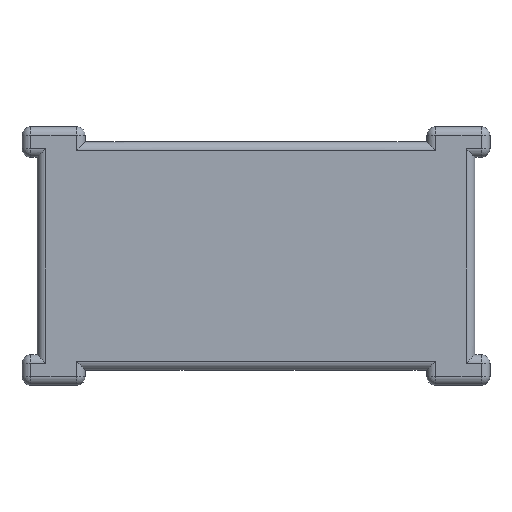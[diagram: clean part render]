
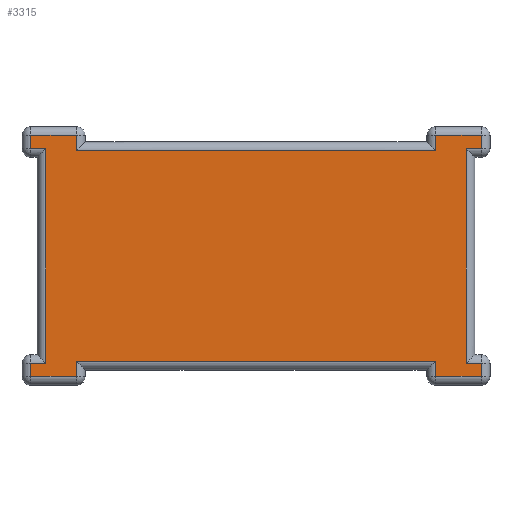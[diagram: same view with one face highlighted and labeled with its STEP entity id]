
A CAD part, top view. The second image highlights one B-rep face of the part: STEP entity #3315.
In plain terms, the highlighted planar face has unit normal (0, 0, 1).
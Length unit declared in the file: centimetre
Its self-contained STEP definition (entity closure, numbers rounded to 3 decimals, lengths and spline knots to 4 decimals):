
#42=PLANE('',#3583);
#283=VECTOR('',#3734,1.);
#300=VECTOR('',#3757,1.);
#301=VECTOR('',#3762,1.);
#303=VECTOR('',#3774,1.);
#305=VECTOR('',#3786,1.);
#308=VECTOR('',#3799,1.);
#337=VECTOR('',#3832,1.);
#339=VECTOR('',#3840,1.);
#340=VECTOR('',#3845,1.);
#342=VECTOR('',#3857,1.);
#344=VECTOR('',#3869,1.);
#347=VECTOR('',#3880,1.);
#364=VECTOR('',#3903,1.);
#365=VECTOR('',#3908,1.);
#367=VECTOR('',#3916,1.);
#369=VECTOR('',#3924,1.);
#372=VECTOR('',#3943,1.);
#373=VECTOR('',#3948,1.);
#375=VECTOR('',#3956,1.);
#377=VECTOR('',#3964,1.);
#484=LINE('',#4593,#283);
#501=LINE('',#5121,#300);
#502=LINE('',#5125,#301);
#504=LINE('',#5135,#303);
#506=LINE('',#5145,#305);
#509=LINE('',#5193,#308);
#538=LINE('',#6163,#337);
#540=LINE('',#6171,#339);
#541=LINE('',#6175,#340);
#543=LINE('',#6185,#342);
#545=LINE('',#6195,#344);
#548=LINE('',#6243,#347);
#565=LINE('',#6813,#364);
#566=LINE('',#6817,#365);
#568=LINE('',#6825,#367);
#570=LINE('',#6833,#369);
#573=LINE('',#6846,#372);
#574=LINE('',#6850,#373);
#576=LINE('',#6858,#375);
#578=LINE('',#6866,#377);
#687=VERTEX_POINT('',#4592);
#688=VERTEX_POINT('',#4594);
#718=VERTEX_POINT('',#5118);
#721=VERTEX_POINT('',#5126);
#724=VERTEX_POINT('',#5136);
#727=VERTEX_POINT('',#5146);
#732=VERTEX_POINT('',#5192);
#733=VERTEX_POINT('',#5194);
#788=VERTEX_POINT('',#6164);
#789=VERTEX_POINT('',#6168);
#792=VERTEX_POINT('',#6176);
#795=VERTEX_POINT('',#6186);
#798=VERTEX_POINT('',#6196);
#802=VERTEX_POINT('',#6244);
#832=VERTEX_POINT('',#6810);
#835=VERTEX_POINT('',#6818);
#838=VERTEX_POINT('',#6826);
#841=VERTEX_POINT('',#6843);
#844=VERTEX_POINT('',#6851);
#847=VERTEX_POINT('',#6859);
#1116=EDGE_CURVE('',#687,#688,#484,.T.);
#1149=EDGE_CURVE('',#688,#718,#501,.T.);
#1151=EDGE_CURVE('',#718,#721,#502,.T.);
#1156=EDGE_CURVE('',#721,#724,#504,.T.);
#1161=EDGE_CURVE('',#724,#727,#506,.T.);
#1168=EDGE_CURVE('',#732,#733,#509,.T.);
#1224=EDGE_CURVE('',#727,#788,#538,.T.);
#1228=EDGE_CURVE('',#788,#789,#540,.T.);
#1230=EDGE_CURVE('',#789,#792,#541,.T.);
#1235=EDGE_CURVE('',#792,#795,#543,.T.);
#1240=EDGE_CURVE('',#795,#798,#545,.T.);
#1246=EDGE_CURVE('',#798,#802,#548,.T.);
#1279=EDGE_CURVE('',#802,#832,#565,.T.);
#1281=EDGE_CURVE('',#832,#835,#566,.T.);
#1285=EDGE_CURVE('',#835,#838,#568,.T.);
#1289=EDGE_CURVE('',#838,#732,#570,.T.);
#1296=EDGE_CURVE('',#733,#841,#573,.T.);
#1298=EDGE_CURVE('',#841,#844,#574,.T.);
#1302=EDGE_CURVE('',#844,#847,#576,.T.);
#1306=EDGE_CURVE('',#847,#687,#578,.T.);
#2121=ORIENTED_EDGE('',*,*,#1168,.F.);
#2122=ORIENTED_EDGE('',*,*,#1289,.F.);
#2123=ORIENTED_EDGE('',*,*,#1285,.F.);
#2124=ORIENTED_EDGE('',*,*,#1281,.F.);
#2125=ORIENTED_EDGE('',*,*,#1279,.F.);
#2126=ORIENTED_EDGE('',*,*,#1246,.F.);
#2127=ORIENTED_EDGE('',*,*,#1240,.F.);
#2128=ORIENTED_EDGE('',*,*,#1235,.F.);
#2129=ORIENTED_EDGE('',*,*,#1230,.F.);
#2130=ORIENTED_EDGE('',*,*,#1228,.F.);
#2131=ORIENTED_EDGE('',*,*,#1224,.F.);
#2132=ORIENTED_EDGE('',*,*,#1161,.F.);
#2133=ORIENTED_EDGE('',*,*,#1156,.F.);
#2134=ORIENTED_EDGE('',*,*,#1151,.F.);
#2135=ORIENTED_EDGE('',*,*,#1149,.F.);
#2136=ORIENTED_EDGE('',*,*,#1116,.F.);
#2137=ORIENTED_EDGE('',*,*,#1306,.F.);
#2138=ORIENTED_EDGE('',*,*,#1302,.F.);
#2139=ORIENTED_EDGE('',*,*,#1298,.F.);
#2140=ORIENTED_EDGE('',*,*,#1296,.F.);
#2765=EDGE_LOOP('',(#2121,#2122,#2123,#2124,#2125,#2126,#2127,#2128,#2129,
#2130,#2131,#2132,#2133,#2134,#2135,#2136,#2137,#2138,#2139,#2140));
#3056=FACE_BOUND('',#2765,.T.);
#3315=ADVANCED_FACE('',(#3056),#42,.F.);
#3583=AXIS2_PLACEMENT_3D('',#7098,#4220,$);
#3734=DIRECTION('',(0.,-1.,0.));
#3757=DIRECTION('',(1.,0.,0.));
#3762=DIRECTION('',(0.,-1.,0.));
#3774=DIRECTION('',(-1.,0.,0.));
#3786=DIRECTION('',(0.,1.,0.));
#3799=DIRECTION('',(1.,0.,0.));
#3832=DIRECTION('',(-1.,0.,0.));
#3840=DIRECTION('',(0.,-1.,0.));
#3845=DIRECTION('',(-1.,0.,0.));
#3857=DIRECTION('',(0.,1.,0.));
#3869=DIRECTION('',(1.,0.,0.));
#3880=DIRECTION('',(0.,1.,0.));
#3903=DIRECTION('',(-1.,0.,0.));
#3908=DIRECTION('',(0.,1.,0.));
#3916=DIRECTION('',(1.,0.,0.));
#3924=DIRECTION('',(0.,-1.,0.));
#3943=DIRECTION('',(0.,1.,0.));
#3948=DIRECTION('',(1.,0.,0.));
#3956=DIRECTION('',(0.,-1.,0.));
#3964=DIRECTION('',(-1.,0.,0.));
#4220=DIRECTION('',(0.,0.,-1.));
#4592=CARTESIAN_POINT('',(6.2325,6.1468,1.5296));
#4593=CARTESIAN_POINT('',(6.2325,1.0462,1.5296));
#4594=CARTESIAN_POINT('',(6.2325,-0.127,1.5296));
#5118=CARTESIAN_POINT('',(6.677,-0.127,1.5296));
#5121=CARTESIAN_POINT('',(3.3991,-0.127,1.5296));
#5125=CARTESIAN_POINT('',(6.677,-0.6175,1.5296));
#5126=CARTESIAN_POINT('',(6.677,-0.508,1.5296));
#5135=CARTESIAN_POINT('',(3.288,-0.508,1.5296));
#5136=CARTESIAN_POINT('',(5.3435,-0.508,1.5296));
#5145=CARTESIAN_POINT('',(5.3435,-0.6651,1.5296));
#5146=CARTESIAN_POINT('',(5.3435,-0.0635,1.5296));
#5192=CARTESIAN_POINT('',(-5.1435,6.0833,1.5296));
#5193=CARTESIAN_POINT('',(0.0947,6.0833,1.5296));
#5194=CARTESIAN_POINT('',(5.3435,6.0833,1.5296));
#6163=CARTESIAN_POINT('',(0.0947,-0.0635,1.5296));
#6164=CARTESIAN_POINT('',(-5.1435,-0.0635,1.5296));
#6168=CARTESIAN_POINT('',(-5.1435,-0.508,1.5296));
#6171=CARTESIAN_POINT('',(-5.1435,-0.6651,1.5296));
#6175=CARTESIAN_POINT('',(-3.0985,-0.508,1.5296));
#6176=CARTESIAN_POINT('',(-6.477,-0.508,1.5296));
#6185=CARTESIAN_POINT('',(-6.477,-0.6175,1.5296));
#6186=CARTESIAN_POINT('',(-6.477,-0.127,1.5296));
#6195=CARTESIAN_POINT('',(-3.2096,-0.127,1.5296));
#6196=CARTESIAN_POINT('',(-6.0325,-0.127,1.5296));
#6243=CARTESIAN_POINT('',(-6.0325,1.0462,1.5296));
#6244=CARTESIAN_POINT('',(-6.0325,6.1468,1.5296));
#6810=CARTESIAN_POINT('',(-6.477,6.1468,1.5296));
#6813=CARTESIAN_POINT('',(-3.2096,6.1468,1.5296));
#6817=CARTESIAN_POINT('',(-6.477,2.7099,1.5296));
#6818=CARTESIAN_POINT('',(-6.477,6.5278,1.5296));
#6825=CARTESIAN_POINT('',(-3.0985,6.5278,1.5296));
#6826=CARTESIAN_POINT('',(-5.1435,6.5278,1.5296));
#6833=CARTESIAN_POINT('',(-5.1435,2.7575,1.5296));
#6843=CARTESIAN_POINT('',(5.3435,6.5278,1.5296));
#6846=CARTESIAN_POINT('',(5.3435,2.7575,1.5296));
#6850=CARTESIAN_POINT('',(3.288,6.5278,1.5296));
#6851=CARTESIAN_POINT('',(6.677,6.5278,1.5296));
#6858=CARTESIAN_POINT('',(6.677,2.7099,1.5296));
#6859=CARTESIAN_POINT('',(6.677,6.1468,1.5296));
#6866=CARTESIAN_POINT('',(3.3991,6.1468,1.5296));
#7098=CARTESIAN_POINT('',(0.0895,-0.9175,1.5296));
